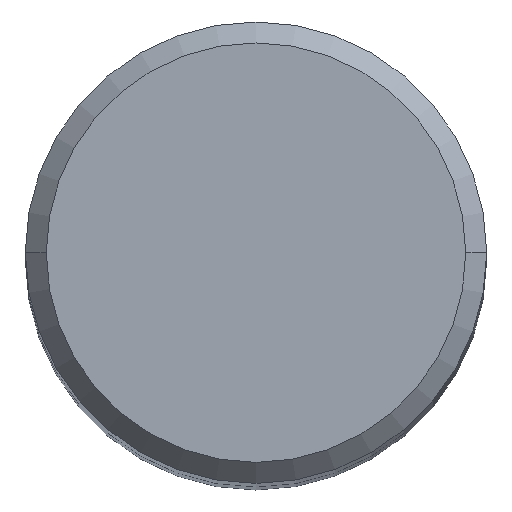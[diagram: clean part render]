
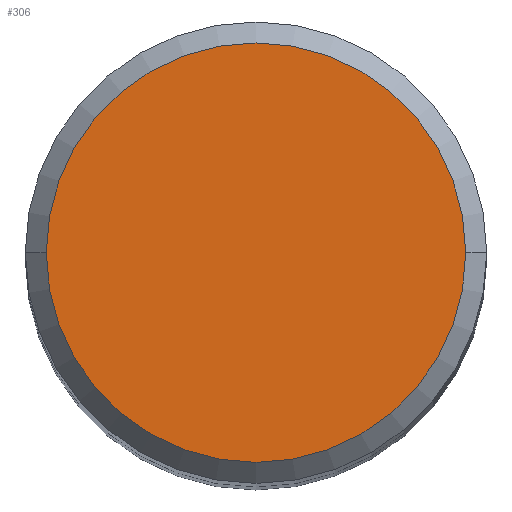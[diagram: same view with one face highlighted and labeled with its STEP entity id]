
A CAD part, top view. The second image highlights one B-rep face of the part: STEP entity #306.
In plain terms, the highlighted planar face has unit normal (0, 0, 1).
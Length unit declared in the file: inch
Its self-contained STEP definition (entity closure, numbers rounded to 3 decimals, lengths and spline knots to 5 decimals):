
#12 = CARTESIAN_POINT ( 'NONE',  ( 0., 0., 0. ) ) ;
#29 = EDGE_CURVE ( 'NONE', #239, #325, #292, .T. ) ;
#31 = DIRECTION ( 'NONE',  ( 0., 0., -1. ) ) ;
#38 = CARTESIAN_POINT ( 'NONE',  ( 0., 0., 0. ) ) ;
#50 = AXIS2_PLACEMENT_3D ( 'NONE', #38, #220, #105 ) ;
#70 = CIRCLE ( 'NONE', #303, 0.3125 ) ;
#75 = DIRECTION ( 'NONE',  ( 0., 0., 1. ) ) ;
#105 = DIRECTION ( 'NONE',  ( 1., 0., 0. ) ) ;
#114 = PLANE ( 'NONE',  #167 ) ;
#123 = EDGE_LOOP ( 'NONE', ( #327, #317 ) ) ;
#167 = AXIS2_PLACEMENT_3D ( 'NONE', #12, #31, #208 ) ;
#208 = DIRECTION ( 'NONE',  ( -1., 0., 0. ) ) ;
#210 = CARTESIAN_POINT ( 'NONE',  ( 0., 0., 0. ) ) ;
#220 = DIRECTION ( 'NONE',  ( 0., 0., 1. ) ) ;
#223 = CARTESIAN_POINT ( 'NONE',  ( -0.3125, 0., 0. ) ) ;
#239 = VERTEX_POINT ( 'NONE', #223 ) ;
#250 = CARTESIAN_POINT ( 'NONE',  ( 0.3125, 0., 0. ) ) ;
#255 = EDGE_CURVE ( 'NONE', #325, #239, #70, .T. ) ;
#292 = CIRCLE ( 'NONE', #50, 0.3125 ) ;
#303 = AXIS2_PLACEMENT_3D ( 'NONE', #210, #75, #320 ) ;
#306 = ADVANCED_FACE ( 'NONE', ( #318 ), #114, .F. ) ;
#317 = ORIENTED_EDGE ( 'NONE', *, *, #255, .T. ) ;
#318 = FACE_OUTER_BOUND ( 'NONE', #123, .T. ) ;
#320 = DIRECTION ( 'NONE',  ( 1., 0., 0. ) ) ;
#325 = VERTEX_POINT ( 'NONE', #250 ) ;
#327 = ORIENTED_EDGE ( 'NONE', *, *, #29, .T. ) ;
